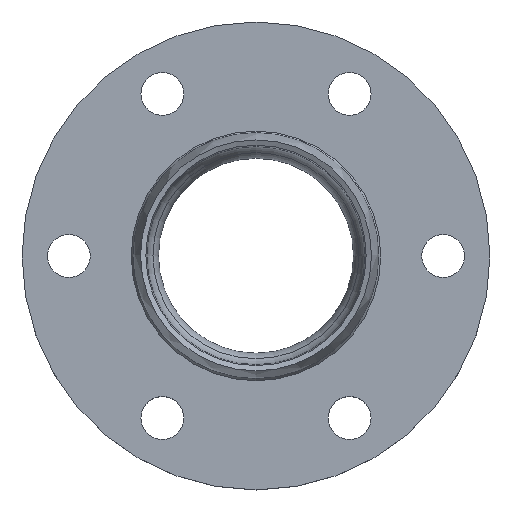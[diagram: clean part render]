
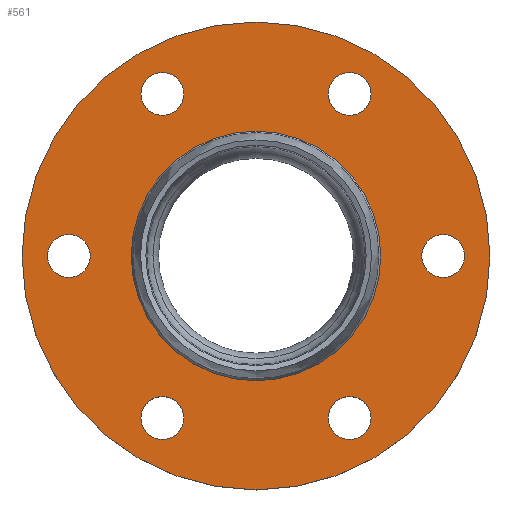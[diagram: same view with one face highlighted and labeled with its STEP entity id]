
A CAD part, top view. The second image highlights one B-rep face of the part: STEP entity #561.
In plain terms, the highlighted planar face has unit normal (0, 0, 1).
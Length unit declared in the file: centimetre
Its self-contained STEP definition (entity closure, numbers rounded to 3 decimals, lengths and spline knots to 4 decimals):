
#38=FACE_BOUND('',#94,.T.);
#39=FACE_BOUND('',#95,.T.);
#40=FACE_BOUND('',#96,.T.);
#41=FACE_BOUND('',#97,.T.);
#42=FACE_BOUND('',#98,.T.);
#43=FACE_BOUND('',#99,.T.);
#44=FACE_BOUND('',#100,.T.);
#52=PLANE('',#610);
#61=FACE_OUTER_BOUND('',#93,.T.);
#93=EDGE_LOOP('',(#400));
#94=EDGE_LOOP('',(#401));
#95=EDGE_LOOP('',(#402));
#96=EDGE_LOOP('',(#403));
#97=EDGE_LOOP('',(#404));
#98=EDGE_LOOP('',(#405));
#99=EDGE_LOOP('',(#406));
#100=EDGE_LOOP('',(#407));
#168=CIRCLE('',#590,5.5);
#170=CIRCLE('',#593,5.5);
#172=CIRCLE('',#596,5.5);
#174=CIRCLE('',#599,5.5);
#176=CIRCLE('',#602,5.5);
#178=CIRCLE('',#605,5.5);
#181=CIRCLE('',#609,60.);
#182=CIRCLE('',#611,30.7);
#234=VERTEX_POINT('',#899);
#236=VERTEX_POINT('',#905);
#238=VERTEX_POINT('',#911);
#240=VERTEX_POINT('',#917);
#242=VERTEX_POINT('',#923);
#244=VERTEX_POINT('',#929);
#247=VERTEX_POINT('',#937);
#248=VERTEX_POINT('',#941);
#288=EDGE_CURVE('',#234,#234,#168,.T.);
#291=EDGE_CURVE('',#236,#236,#170,.T.);
#294=EDGE_CURVE('',#238,#238,#172,.T.);
#297=EDGE_CURVE('',#240,#240,#174,.T.);
#300=EDGE_CURVE('',#242,#242,#176,.T.);
#303=EDGE_CURVE('',#244,#244,#178,.T.);
#308=EDGE_CURVE('',#247,#247,#181,.T.);
#309=EDGE_CURVE('',#248,#248,#182,.T.);
#400=ORIENTED_EDGE('',*,*,#308,.F.);
#401=ORIENTED_EDGE('',*,*,#288,.T.);
#402=ORIENTED_EDGE('',*,*,#291,.T.);
#403=ORIENTED_EDGE('',*,*,#294,.T.);
#404=ORIENTED_EDGE('',*,*,#297,.T.);
#405=ORIENTED_EDGE('',*,*,#300,.T.);
#406=ORIENTED_EDGE('',*,*,#303,.T.);
#407=ORIENTED_EDGE('',*,*,#309,.T.);
#561=ADVANCED_FACE('',(#61,#38,#39,#40,#41,#42,#43,#44),#52,.T.);
#590=AXIS2_PLACEMENT_3D('',#900,#689,#690);
#593=AXIS2_PLACEMENT_3D('',#906,#696,#697);
#596=AXIS2_PLACEMENT_3D('',#912,#703,#704);
#599=AXIS2_PLACEMENT_3D('',#918,#710,#711);
#602=AXIS2_PLACEMENT_3D('',#924,#717,#718);
#605=AXIS2_PLACEMENT_3D('',#930,#724,#725);
#609=AXIS2_PLACEMENT_3D('',#939,#734,#735);
#610=AXIS2_PLACEMENT_3D('',#940,#736,#737);
#611=AXIS2_PLACEMENT_3D('',#942,#738,#739);
#689=DIRECTION('center_axis',(0.,0.,
-1.));
#690=DIRECTION('ref_axis',(0.5,-0.866,0.));
#696=DIRECTION('center_axis',(0.,0.,
-1.));
#697=DIRECTION('ref_axis',(-1.,0.,0.));
#703=DIRECTION('center_axis',(0.,0.,
-1.));
#704=DIRECTION('ref_axis',(0.5,0.866,0.));
#710=DIRECTION('center_axis',(0.,0.,
-1.));
#711=DIRECTION('ref_axis',(-0.5,0.866,0.));
#717=DIRECTION('center_axis',(0.,0.,
-1.));
#718=DIRECTION('ref_axis',(-0.5,-0.866,0.));
#724=DIRECTION('center_axis',(0.,0.,
-1.));
#725=DIRECTION('ref_axis',(1.,0.,0.));
#734=DIRECTION('center_axis',(0.,0.,
-1.));
#735=DIRECTION('ref_axis',(1.,0.,0.));
#736=DIRECTION('center_axis',(0.,0.,
1.));
#737=DIRECTION('ref_axis',(0.,-1.,0.));
#738=DIRECTION('center_axis',(0.,0.,
-1.));
#739=DIRECTION('ref_axis',(1.,0.,0.));
#899=CARTESIAN_POINT('',(354.5547,253.2265,-35.));
#900=CARTESIAN_POINT('Origin',(357.3047,248.4634,-35.));
#905=CARTESIAN_POINT('',(434.8047,206.8942,-35.));
#906=CARTESIAN_POINT('Origin',(429.3047,206.8942,-35.));
#911=CARTESIAN_POINT('',(354.5547,160.5618,-35.));
#912=CARTESIAN_POINT('Origin',(357.3047,165.325,-35.));
#917=CARTESIAN_POINT('',(408.0547,160.5618,-35.));
#918=CARTESIAN_POINT('Origin',(405.3047,165.325,-35.));
#923=CARTESIAN_POINT('',(408.0547,253.2265,-35.));
#924=CARTESIAN_POINT('Origin',(405.3047,248.4634,-35.));
#929=CARTESIAN_POINT('',(327.8047,206.8942,-35.));
#930=CARTESIAN_POINT('Origin',(333.3047,206.8942,-35.));
#937=CARTESIAN_POINT('',(321.3047,206.8942,-35.));
#939=CARTESIAN_POINT('Origin',(381.3047,206.8942,-35.));
#940=CARTESIAN_POINT('Origin',(426.6547,206.8942,-35.));
#941=CARTESIAN_POINT('',(350.6047,206.8942,-35.));
#942=CARTESIAN_POINT('Origin',(381.3047,206.8942,-35.));
